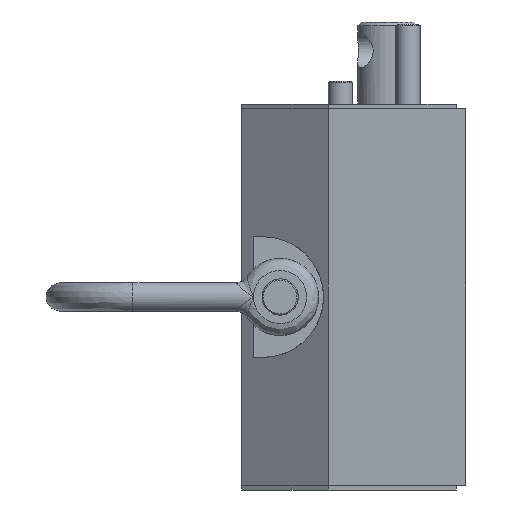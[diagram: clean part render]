
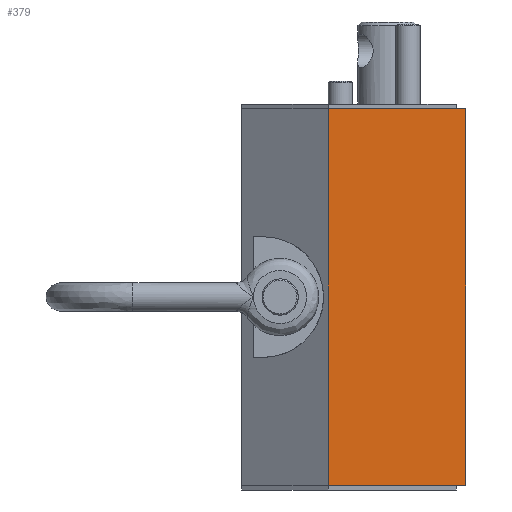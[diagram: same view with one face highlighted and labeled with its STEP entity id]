
A CAD part, left-side view. The second image highlights one B-rep face of the part: STEP entity #379.
In plain terms, the highlighted planar face has unit normal (-1, 0, 0).
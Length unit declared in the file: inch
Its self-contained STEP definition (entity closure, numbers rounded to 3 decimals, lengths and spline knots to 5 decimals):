
#30 = EDGE_CURVE ( 'NONE', #7205, #6869, #9891, .T. ) ;
#106 = ORIENTED_EDGE ( 'NONE', *, *, #30, .T. ) ;
#255 = AXIS2_PLACEMENT_3D ( 'NONE', #11693, #6227, #10711 ) ;
#379 = ADVANCED_FACE ( 'NONE', ( #1631 ), #4278, .T. ) ;
#584 = EDGE_CURVE ( 'NONE', #6869, #748, #1722, .T. ) ;
#748 = VERTEX_POINT ( 'NONE', #8185 ) ;
#1546 = EDGE_LOOP ( 'NONE', ( #9312, #106, #8856, #2614 ) ) ;
#1631 = FACE_OUTER_BOUND ( 'NONE', #1546, .T. ) ;
#1722 = LINE ( 'NONE', #5451, #5386 ) ;
#2373 = CARTESIAN_POINT ( 'NONE',  ( -1.83071, -3.58268, -6.14173 ) ) ;
#2614 = ORIENTED_EDGE ( 'NONE', *, *, #2899, .T. ) ;
#2899 = EDGE_CURVE ( 'NONE', #748, #6604, #3606, .T. ) ;
#2984 = VECTOR ( 'NONE', #9786, 39.37008 ) ;
#3606 = LINE ( 'NONE', #7366, #10007 ) ;
#3670 = CARTESIAN_POINT ( 'NONE',  ( -1.83071, -3.58268, 0. ) ) ;
#4278 = PLANE ( 'NONE',  #255 ) ;
#4973 = CARTESIAN_POINT ( 'NONE',  ( -1.83071, -3.58268, -6.14173 ) ) ;
#5146 = CARTESIAN_POINT ( 'NONE',  ( -1.83071, -1.33858, -6.14173 ) ) ;
#5386 = VECTOR ( 'NONE', #6400, 39.37008 ) ;
#5451 = CARTESIAN_POINT ( 'NONE',  ( -1.83071, -1.33858, 0. ) ) ;
#5758 = LINE ( 'NONE', #10094, #9578 ) ;
#6227 = DIRECTION ( 'NONE',  ( -1., 0., 0. ) ) ;
#6400 = DIRECTION ( 'NONE',  ( 0., 1., 0. ) ) ;
#6604 = VERTEX_POINT ( 'NONE', #5146 ) ;
#6787 = DIRECTION ( 'NONE',  ( 0., -1., 0. ) ) ;
#6869 = VERTEX_POINT ( 'NONE', #3670 ) ;
#7205 = VERTEX_POINT ( 'NONE', #4973 ) ;
#7328 = EDGE_CURVE ( 'NONE', #6604, #7205, #5758, .T. ) ;
#7366 = CARTESIAN_POINT ( 'NONE',  ( -1.83071, -1.33858, -6.14173 ) ) ;
#8185 = CARTESIAN_POINT ( 'NONE',  ( -1.83071, -1.33858, 0. ) ) ;
#8856 = ORIENTED_EDGE ( 'NONE', *, *, #584, .T. ) ;
#9312 = ORIENTED_EDGE ( 'NONE', *, *, #7328, .T. ) ;
#9578 = VECTOR ( 'NONE', #6787, 39.37008 ) ;
#9786 = DIRECTION ( 'NONE',  ( 0., 0., 1. ) ) ;
#9891 = LINE ( 'NONE', #2373, #2984 ) ;
#10007 = VECTOR ( 'NONE', #10821, 39.37008 ) ;
#10094 = CARTESIAN_POINT ( 'NONE',  ( -1.83071, -1.33858, -6.14173 ) ) ;
#10711 = DIRECTION ( 'NONE',  ( 0., -1., 0. ) ) ;
#10821 = DIRECTION ( 'NONE',  ( 0., 0., -1. ) ) ;
#11693 = CARTESIAN_POINT ( 'NONE',  ( -1.83071, -1.33858, -6.14173 ) ) ;
